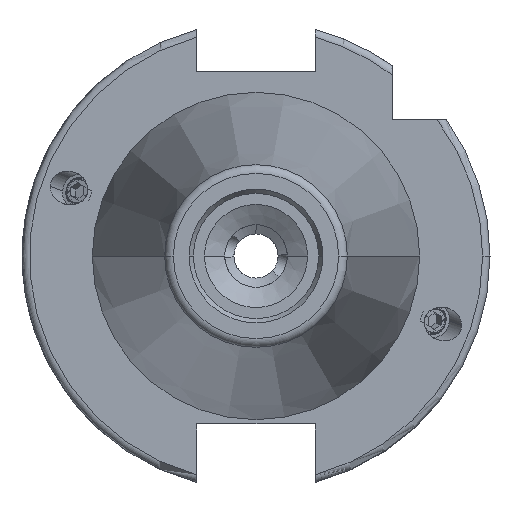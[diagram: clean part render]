
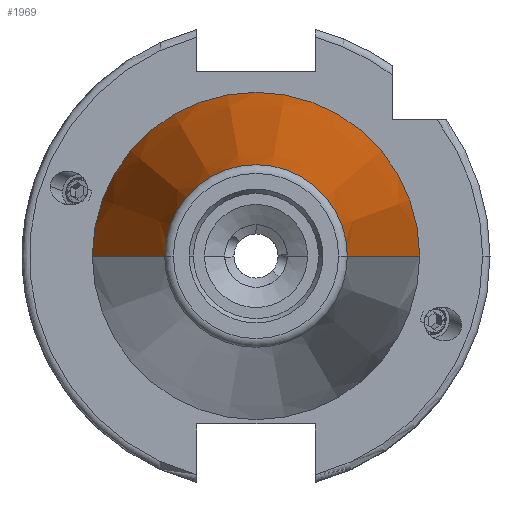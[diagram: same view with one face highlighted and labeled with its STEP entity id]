
A CAD part, left-side view. The second image highlights one B-rep face of the part: STEP entity #1969.
In plain terms, the highlighted conical face has half-angle 8.297 degrees and reference radius 22.225 mm.
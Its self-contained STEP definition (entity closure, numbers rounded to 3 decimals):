
#327 = DIRECTION ( 'NONE',  ( -1., 0., 0. ) ) ;
#395 = EDGE_CURVE ( 'NONE', #945, #5465, #4964, .T. ) ;
#550 = CONICAL_SURFACE ( 'NONE', #1334, 22.225, 0.145 ) ;
#676 = EDGE_LOOP ( 'NONE', ( #1426, #756, #1402, #1439 ) ) ;
#756 = ORIENTED_EDGE ( 'NONE', *, *, #5930, .T. ) ;
#945 = VERTEX_POINT ( 'NONE', #972 ) ;
#972 = CARTESIAN_POINT ( 'NONE',  ( -67.373, -12.4, 0. ) ) ;
#1315 = CARTESIAN_POINT ( 'NONE',  ( 0., 0., 0. ) ) ;
#1334 = AXIS2_PLACEMENT_3D ( 'NONE', #1315, #3697, #4609 ) ;
#1402 = ORIENTED_EDGE ( 'NONE', *, *, #2583, .T. ) ;
#1417 = CARTESIAN_POINT ( 'NONE',  ( 0., 22.225, 0. ) ) ;
#1426 = ORIENTED_EDGE ( 'NONE', *, *, #395, .F. ) ;
#1439 = ORIENTED_EDGE ( 'NONE', *, *, #4699, .F. ) ;
#1920 = LINE ( 'NONE', #4748, #3567 ) ;
#1956 = LINE ( 'NONE', #1417, #2760 ) ;
#1969 = ADVANCED_FACE ( 'NONE', ( #5583 ), #550, .T. ) ;
#2426 = CARTESIAN_POINT ( 'NONE',  ( 0., -22.225, 0. ) ) ;
#2567 = DIRECTION ( 'NONE',  ( -1., 0., 0. ) ) ;
#2583 = EDGE_CURVE ( 'NONE', #5835, #2600, #4726, .T. ) ;
#2600 = VERTEX_POINT ( 'NONE', #3032 ) ;
#2760 = VECTOR ( 'NONE', #5696, 1000. ) ;
#2897 = DIRECTION ( 'NONE',  ( 0.99, -0.144, 0. ) ) ;
#3032 = CARTESIAN_POINT ( 'NONE',  ( 0., 22.225, 0. ) ) ;
#3567 = VECTOR ( 'NONE', #2897, 1000. ) ;
#3670 = DIRECTION ( 'NONE',  ( 0., -1., 0. ) ) ;
#3697 = DIRECTION ( 'NONE',  ( 1., 0., 0. ) ) ;
#3757 = AXIS2_PLACEMENT_3D ( 'NONE', #4171, #327, #3670 ) ;
#3816 = AXIS2_PLACEMENT_3D ( 'NONE', #3912, #2567, #5444 ) ;
#3912 = CARTESIAN_POINT ( 'NONE',  ( 0., 0., 0. ) ) ;
#4171 = CARTESIAN_POINT ( 'NONE',  ( -67.373, 0., 0. ) ) ;
#4609 = DIRECTION ( 'NONE',  ( 0., 1., 0. ) ) ;
#4699 = EDGE_CURVE ( 'NONE', #5465, #2600, #1956, .T. ) ;
#4726 = CIRCLE ( 'NONE', #3816, 22.225 ) ;
#4748 = CARTESIAN_POINT ( 'NONE',  ( 0., -22.225, 0. ) ) ;
#4964 = CIRCLE ( 'NONE', #3757, 12.4 ) ;
#5444 = DIRECTION ( 'NONE',  ( 0., -1., 0. ) ) ;
#5465 = VERTEX_POINT ( 'NONE', #5678 ) ;
#5583 = FACE_OUTER_BOUND ( 'NONE', #676, .T. ) ;
#5678 = CARTESIAN_POINT ( 'NONE',  ( -67.373, 12.4, 0. ) ) ;
#5696 = DIRECTION ( 'NONE',  ( 0.99, 0.144, 0. ) ) ;
#5835 = VERTEX_POINT ( 'NONE', #2426 ) ;
#5930 = EDGE_CURVE ( 'NONE', #945, #5835, #1920, .T. ) ;
